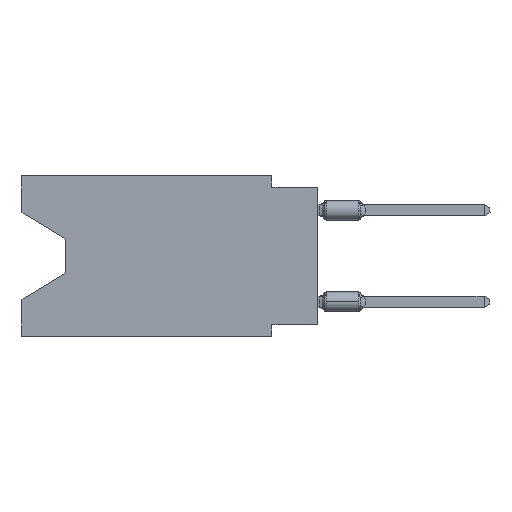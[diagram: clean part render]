
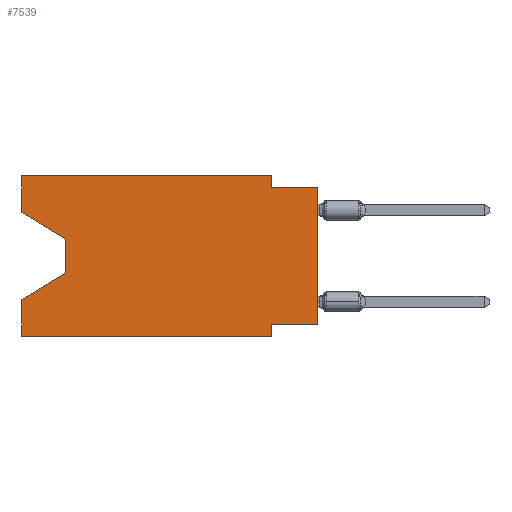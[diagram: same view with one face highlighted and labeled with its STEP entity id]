
A CAD part, left-side view. The second image highlights one B-rep face of the part: STEP entity #7539.
In plain terms, the highlighted planar face has unit normal (-1, 0, 0).
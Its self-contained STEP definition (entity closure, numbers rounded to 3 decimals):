
#82 = VERTEX_POINT ( 'NONE', #5032 ) ;
#399 = CARTESIAN_POINT ( 'NONE',  ( 0., 0., 0. ) ) ;
#993 = DIRECTION ( 'NONE',  ( 0., 0., 1. ) ) ;
#1076 = CARTESIAN_POINT ( 'NONE',  ( 0., 2.54, -8.255 ) ) ;
#1335 = VERTEX_POINT ( 'NONE', #10844 ) ;
#1551 = LINE ( 'NONE', #16096, #3506 ) ;
#1594 = VECTOR ( 'NONE', #22437, 1000. ) ;
#1738 = DIRECTION ( 'NONE',  ( 0., -0.855, -0.519 ) ) ;
#1888 = CARTESIAN_POINT ( 'NONE',  ( 0., 13.97, -3.505 ) ) ;
#1900 = FACE_OUTER_BOUND ( 'NONE', #9406, .T. ) ;
#2036 = PLANE ( 'NONE',  #15811 ) ;
#2268 = CARTESIAN_POINT ( 'NONE',  ( 0., 0., -0.635 ) ) ;
#2319 = CARTESIAN_POINT ( 'NONE',  ( 0., 0., -0.635 ) ) ;
#2784 = CARTESIAN_POINT ( 'NONE',  ( 0., 13.97, -5.385 ) ) ;
#2886 = DIRECTION ( 'NONE',  ( 0., 0., 1. ) ) ;
#3269 = ORIENTED_EDGE ( 'NONE', *, *, #25507, .T. ) ;
#3506 = VECTOR ( 'NONE', #22119, 1000. ) ;
#3771 = DIRECTION ( 'NONE',  ( 0., 1., 0. ) ) ;
#4091 = VECTOR ( 'NONE', #1738, 1000. ) ;
#4577 = ORIENTED_EDGE ( 'NONE', *, *, #11582, .F. ) ;
#5032 = CARTESIAN_POINT ( 'NONE',  ( 0., 13.97, -5.385 ) ) ;
#5858 = EDGE_CURVE ( 'NONE', #8996, #8965, #14005, .T. ) ;
#6223 = EDGE_CURVE ( 'NONE', #1335, #11032, #13212, .T. ) ;
#6425 = CARTESIAN_POINT ( 'NONE',  ( 0., 16.383, -6.852 ) ) ;
#6922 = EDGE_CURVE ( 'NONE', #12761, #11234, #17677, .T. ) ;
#7212 = CARTESIAN_POINT ( 'NONE',  ( 0., 16.383, 0. ) ) ;
#7529 = CARTESIAN_POINT ( 'NONE',  ( 0., 2.54, -8.89 ) ) ;
#7539 = ADVANCED_FACE ( 'NONE', ( #1900 ), #2036, .F. ) ;
#7784 = ORIENTED_EDGE ( 'NONE', *, *, #5858, .F. ) ;
#7850 = VECTOR ( 'NONE', #3771, 1000. ) ;
#8260 = DIRECTION ( 'NONE',  ( 0., 0.855, -0.519 ) ) ;
#8559 = DIRECTION ( 'NONE',  ( 0., 0., -1. ) ) ;
#8965 = VERTEX_POINT ( 'NONE', #1076 ) ;
#8996 = VERTEX_POINT ( 'NONE', #16815 ) ;
#9045 = CARTESIAN_POINT ( 'NONE',  ( 0., 16.383, -8.89 ) ) ;
#9406 = EDGE_LOOP ( 'NONE', ( #10383, #3269, #16877, #23599, #10558, #15090, #7784, #25494, #18102, #4577, #23345, #18318 ) ) ;
#9494 = CARTESIAN_POINT ( 'NONE',  ( 0., 16.383, -8.89 ) ) ;
#9524 = VECTOR ( 'NONE', #23556, 1000. ) ;
#10006 = CARTESIAN_POINT ( 'NONE',  ( 0., 2.54, -8.89 ) ) ;
#10169 = DIRECTION ( 'NONE',  ( 1., 0., 0. ) ) ;
#10383 = ORIENTED_EDGE ( 'NONE', *, *, #6223, .T. ) ;
#10558 = ORIENTED_EDGE ( 'NONE', *, *, #11308, .T. ) ;
#10844 = CARTESIAN_POINT ( 'NONE',  ( 0., 16.383, -2.038 ) ) ;
#10912 = VERTEX_POINT ( 'NONE', #17262 ) ;
#11032 = VERTEX_POINT ( 'NONE', #1888 ) ;
#11217 = DIRECTION ( 'NONE',  ( 0., -1., 0. ) ) ;
#11234 = VERTEX_POINT ( 'NONE', #12781 ) ;
#11308 = EDGE_CURVE ( 'NONE', #17287, #13326, #15154, .T. ) ;
#11582 = EDGE_CURVE ( 'NONE', #11234, #10912, #18514, .T. ) ;
#12296 = LINE ( 'NONE', #2319, #20323 ) ;
#12326 = LINE ( 'NONE', #18213, #22329 ) ;
#12761 = VERTEX_POINT ( 'NONE', #12894 ) ;
#12781 = CARTESIAN_POINT ( 'NONE',  ( 0., 2.54, 0. ) ) ;
#12845 = EDGE_CURVE ( 'NONE', #82, #25151, #20736, .T. ) ;
#12894 = CARTESIAN_POINT ( 'NONE',  ( 0., 16.383, 0. ) ) ;
#13212 = LINE ( 'NONE', #19586, #4091 ) ;
#13326 = VERTEX_POINT ( 'NONE', #7529 ) ;
#14005 = LINE ( 'NONE', #19890, #7850 ) ;
#15004 = EDGE_CURVE ( 'NONE', #17287, #25151, #12326, .T. ) ;
#15090 = ORIENTED_EDGE ( 'NONE', *, *, #15771, .F. ) ;
#15154 = LINE ( 'NONE', #9494, #15428 ) ;
#15202 = VECTOR ( 'NONE', #993, 1000. ) ;
#15428 = VECTOR ( 'NONE', #11217, 1000. ) ;
#15771 = EDGE_CURVE ( 'NONE', #8965, #13326, #20486, .T. ) ;
#15811 = AXIS2_PLACEMENT_3D ( 'NONE', #17901, #10169, #23646 ) ;
#15883 = VECTOR ( 'NONE', #8260, 1000. ) ;
#16096 = CARTESIAN_POINT ( 'NONE',  ( 0., 13.97, -3.505 ) ) ;
#16815 = CARTESIAN_POINT ( 'NONE',  ( 0., 0., -8.255 ) ) ;
#16816 = CARTESIAN_POINT ( 'NONE',  ( 0., 2.54, 0. ) ) ;
#16877 = ORIENTED_EDGE ( 'NONE', *, *, #12845, .T. ) ;
#17262 = CARTESIAN_POINT ( 'NONE',  ( 0., 2.54, -0.635 ) ) ;
#17287 = VERTEX_POINT ( 'NONE', #9045 ) ;
#17549 = EDGE_CURVE ( 'NONE', #10912, #22493, #12296, .T. ) ;
#17677 = LINE ( 'NONE', #7212, #9524 ) ;
#17901 = CARTESIAN_POINT ( 'NONE',  ( 0., 16.383, 0. ) ) ;
#18102 = ORIENTED_EDGE ( 'NONE', *, *, #17549, .F. ) ;
#18213 = CARTESIAN_POINT ( 'NONE',  ( 0., 16.383, 0. ) ) ;
#18318 = ORIENTED_EDGE ( 'NONE', *, *, #23569, .F. ) ;
#18514 = LINE ( 'NONE', #16816, #1594 ) ;
#18950 = CARTESIAN_POINT ( 'NONE',  ( 0., 16.383, 0. ) ) ;
#19586 = CARTESIAN_POINT ( 'NONE',  ( 0., 16.383, -2.038 ) ) ;
#19890 = CARTESIAN_POINT ( 'NONE',  ( 0., 0., -8.255 ) ) ;
#20323 = VECTOR ( 'NONE', #22373, 1000. ) ;
#20486 = LINE ( 'NONE', #10006, #22738 ) ;
#20736 = LINE ( 'NONE', #2784, #15883 ) ;
#20916 = LINE ( 'NONE', #18950, #15202 ) ;
#22119 = DIRECTION ( 'NONE',  ( 0., 0., -1. ) ) ;
#22329 = VECTOR ( 'NONE', #24237, 1000. ) ;
#22373 = DIRECTION ( 'NONE',  ( 0., -1., 0. ) ) ;
#22437 = DIRECTION ( 'NONE',  ( 0., 0., -1. ) ) ;
#22493 = VERTEX_POINT ( 'NONE', #2268 ) ;
#22738 = VECTOR ( 'NONE', #8559, 1000. ) ;
#23345 = ORIENTED_EDGE ( 'NONE', *, *, #6922, .F. ) ;
#23556 = DIRECTION ( 'NONE',  ( 0., -1., 0. ) ) ;
#23569 = EDGE_CURVE ( 'NONE', #1335, #12761, #20916, .T. ) ;
#23599 = ORIENTED_EDGE ( 'NONE', *, *, #15004, .F. ) ;
#23646 = DIRECTION ( 'NONE',  ( 0., 0., -1. ) ) ;
#24237 = DIRECTION ( 'NONE',  ( 0., 0., 1. ) ) ;
#24240 = LINE ( 'NONE', #399, #25652 ) ;
#25150 = EDGE_CURVE ( 'NONE', #8996, #22493, #24240, .T. ) ;
#25151 = VERTEX_POINT ( 'NONE', #6425 ) ;
#25494 = ORIENTED_EDGE ( 'NONE', *, *, #25150, .T. ) ;
#25507 = EDGE_CURVE ( 'NONE', #11032, #82, #1551, .T. ) ;
#25652 = VECTOR ( 'NONE', #2886, 1000. ) ;
